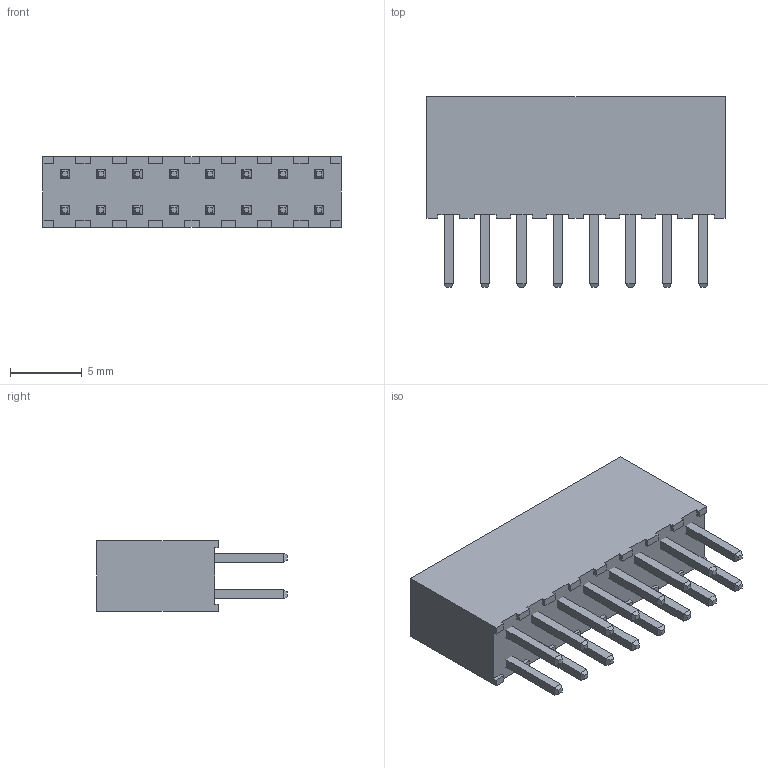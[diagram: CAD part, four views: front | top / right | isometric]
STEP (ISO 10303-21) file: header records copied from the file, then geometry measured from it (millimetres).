
FILE_DESCRIPTION(/* description */ (''),/* implementation_level */ '2;1');
FILE_NAME(/* name */ 'cn8_ipt_837fdc5f.STEP',/* time_stamp */ '2021-11-25T09:42:42-03:00',/* author */ ('Gabriel'),/* organization */ (''),/* preprocessor_version */ 'ST-DEVELOPER v18.1',/* originating_system */ 'Autodesk Inventor 2020',/* authorisation */ '');
FILE_SCHEMA (('AUTOMOTIVE_DESIGN { 1 0 10303 214 3 1 1 }'));
Length unit declared in the file: millimetre
Products named in the file (1): cn8
Bounding box: 20.83 x 13.34 x 4.95 mm (x, y, z)
Volume: 841 mm3; surface area: 1549.1 mm2
Topology: 2 solids, 2 shells, 480 faces, 1220 edges, 792 vertices
Faces by surface type: plane 464, cylinder 16
Entity records: 14162 total; most frequent: CARTESIAN_POINT 2493, ORIENTED_EDGE 2440, DIRECTION 2214, EDGE_CURVE 1220, LINE 1188, VECTOR 1188, VERTEX_POINT 792, EDGE_LOOP 528
